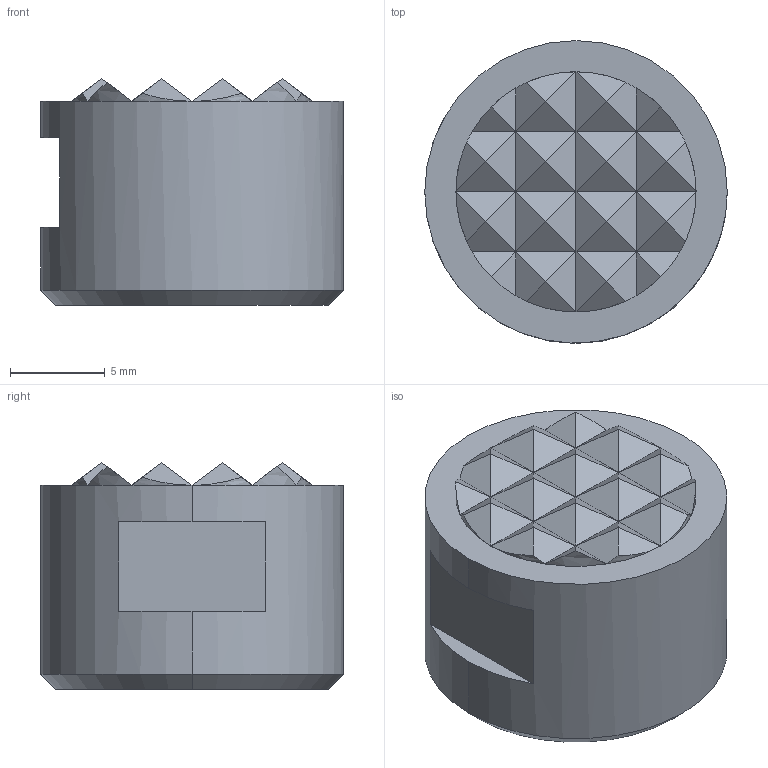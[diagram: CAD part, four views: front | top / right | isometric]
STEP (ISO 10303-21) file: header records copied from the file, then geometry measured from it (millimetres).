
FILE_DESCRIPTION(('STEP AP214'),'1');
FILE_NAME(' ',' ',('TraceParts'),('TraceParts S.A.'),'XStep 1.0',' ',' ');
FILE_SCHEMA(('automotive_design'));
Length unit declared in the file: millimetre
Products named in the file (1): 1
Bounding box: 16 x 16 x 12 mm (x, y, z)
Volume: 2014.7 mm3; surface area: 1102.9 mm2
Topology: 1 solids, 1 shells, 82 faces, 144 edges, 66 vertices
Faces by surface type: plane 62, cylinder 16, cone 4
Entity records: 3593 total; most frequent: DIRECTION 365, STYLED_ITEM 293, PRESENTATION_STYLE_ASSIGNMENT 293, CARTESIAN_POINT 293, COLOUR_RGB 293, ORIENTED_EDGE 288, EDGE_CURVE 144, CURVE_STYLE 144
